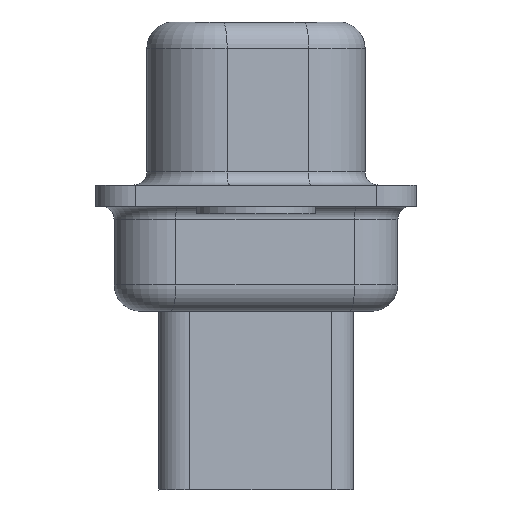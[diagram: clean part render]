
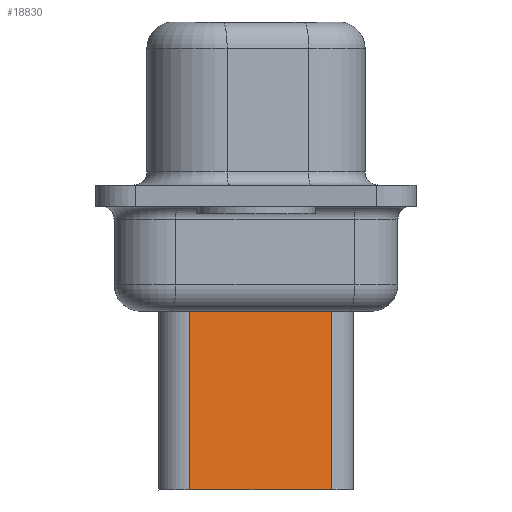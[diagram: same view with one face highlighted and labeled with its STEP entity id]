
A CAD part, left-side view. The second image highlights one B-rep face of the part: STEP entity #18830.
In plain terms, the highlighted face is planar.
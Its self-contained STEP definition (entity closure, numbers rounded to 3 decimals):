
#13640=CARTESIAN_POINT('',(94.083,52.754,
-32.2));
#13650=VERTEX_POINT('',#13640);
#13680=CARTESIAN_POINT('',(94.083,52.754,
-25.2));
#13690=DIRECTION('',(0.,0.,-1.));
#13700=VECTOR('',#13690,1.);
#13710=LINE('',#13680,#13700);
#13720=CARTESIAN_POINT('',(94.083,52.754,
-25.4));
#13730=VERTEX_POINT('',#13720);
#13740=EDGE_CURVE('',#13730,#13650,#13710,.T.);
#17200=CARTESIAN_POINT('',(99.483,53.706,
-25.2));
#17210=DIRECTION('',(0.,0.,-1.));
#17220=VECTOR('',#17210,1.);
#17230=LINE('',#17200,#17220);
#17240=CARTESIAN_POINT('',(99.483,53.706,
-25.4));
#17250=VERTEX_POINT('',#17240);
#17260=CARTESIAN_POINT('',(99.483,53.706,
-32.2));
#17270=VERTEX_POINT('',#17260);
#17280=EDGE_CURVE('',#17250,#17270,#17230,.T.);
#18620=CARTESIAN_POINT('',(99.483,53.706,
-25.2));
#18630=DIRECTION('',(-0.174,0.985,
0.));
#18640=DIRECTION('',(-0.985,-0.174,
0.));
#18650=AXIS2_PLACEMENT_3D('',#18620,#18630,#18640);
#18660=PLANE('',#18650);
#18670=ORIENTED_EDGE('',*,*,#13740,.F.);
#18680=CARTESIAN_POINT('',(57.307,46.269,
-32.2));
#18690=DIRECTION('',(-0.985,-0.174,
0.));
#18700=VECTOR('',#18690,1.);
#18710=LINE('',#18680,#18700);
#18720=EDGE_CURVE('',#17270,#13650,#18710,.T.);
#18730=ORIENTED_EDGE('',*,*,#18720,.T.);
#18740=ORIENTED_EDGE('',*,*,#17280,.T.);
#18750=CARTESIAN_POINT('',(57.307,46.269,
-25.4));
#18760=DIRECTION('',(0.985,0.174,
0.));
#18770=VECTOR('',#18760,1.);
#18780=LINE('',#18750,#18770);
#18790=EDGE_CURVE('',#13730,#17250,#18780,.T.);
#18800=ORIENTED_EDGE('',*,*,#18790,.T.);
#18810=EDGE_LOOP('',(#18800,#18740,#18730,#18670));
#18820=FACE_OUTER_BOUND('',#18810,.T.);
#18830=ADVANCED_FACE('',(#18820),#18660,.T.);
